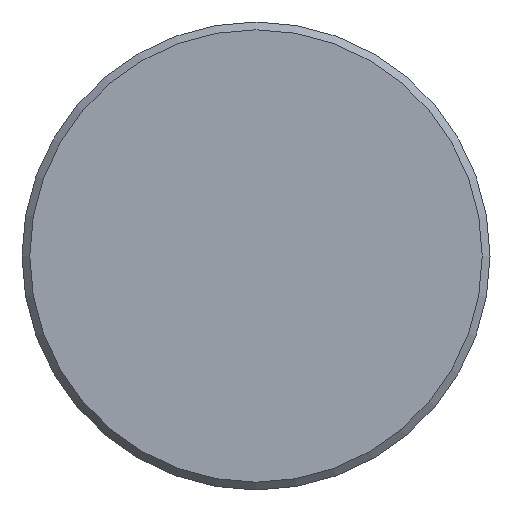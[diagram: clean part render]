
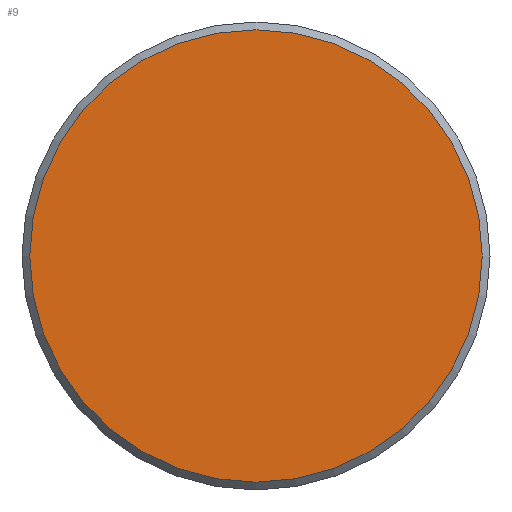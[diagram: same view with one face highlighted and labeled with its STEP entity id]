
A CAD part, left-side view. The second image highlights one B-rep face of the part: STEP entity #9.
In plain terms, the highlighted planar face has unit normal (-1, 0, 0).
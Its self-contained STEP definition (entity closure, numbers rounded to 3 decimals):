
#9 = ADVANCED_FACE ( 'NONE', ( #35 ), #172, .F. ) ;
#20 = CIRCLE ( 'NONE', #113, 14.5 ) ;
#21 = EDGE_LOOP ( 'NONE', ( #43 ) ) ;
#35 = FACE_OUTER_BOUND ( 'NONE', #21, .T. ) ;
#43 = ORIENTED_EDGE ( 'NONE', *, *, #107, .T. ) ;
#97 = AXIS2_PLACEMENT_3D ( 'NONE', #146, #114, #134 ) ;
#107 = EDGE_CURVE ( 'NONE', #160, #160, #20, .T. ) ;
#113 = AXIS2_PLACEMENT_3D ( 'NONE', #126, #119, #153 ) ;
#114 = DIRECTION ( 'NONE',  ( 1., 0., 0. ) ) ;
#119 = DIRECTION ( 'NONE',  ( -1., 0., 0. ) ) ;
#126 = CARTESIAN_POINT ( 'NONE',  ( -3000., 0., 0. ) ) ;
#134 = DIRECTION ( 'NONE',  ( 0., 0., -1. ) ) ;
#146 = CARTESIAN_POINT ( 'NONE',  ( -3000., 0., 0. ) ) ;
#153 = DIRECTION ( 'NONE',  ( 0., 0., -1. ) ) ;
#160 = VERTEX_POINT ( 'NONE', #166 ) ;
#166 = CARTESIAN_POINT ( 'NONE',  ( -3000., 0., -14.5 ) ) ;
#172 = PLANE ( 'NONE',  #97 ) ;
